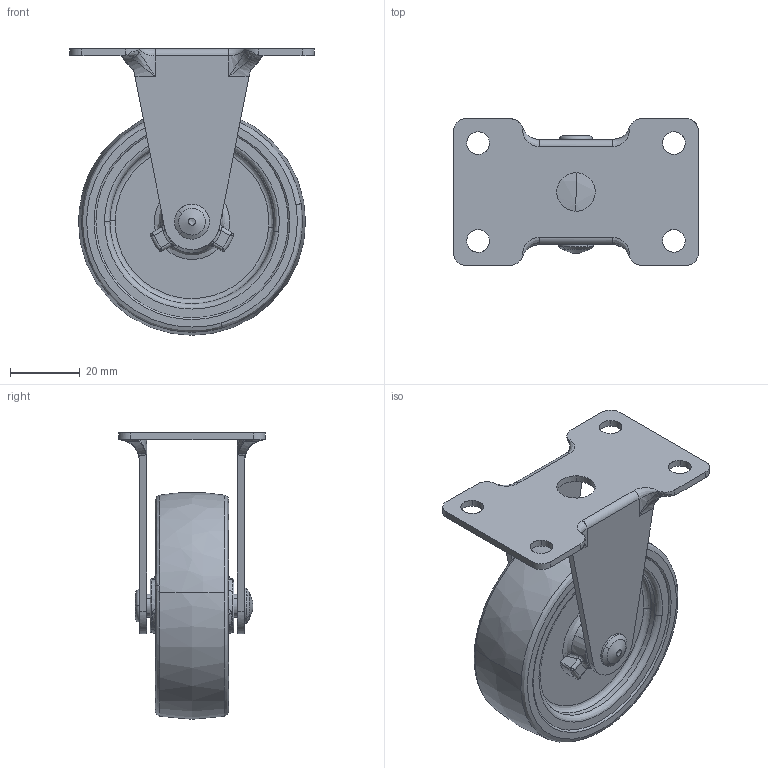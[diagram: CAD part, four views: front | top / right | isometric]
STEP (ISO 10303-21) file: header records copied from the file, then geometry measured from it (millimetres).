
FILE_DESCRIPTION((''),'2;1');
FILE_NAME('','2006-02-22T14:49:55',(''),(''),'','CADfix','');
FILE_SCHEMA(('AUTOMOTIVE_DESIGN'));
Length unit declared in the file: millimetre
Products named in the file (4): wheel; body; axle; 320ER_UR65_5423_36
Assembly tree (3 placements, depth 2):
  320ER_UR65_5423_36
    wheel
    body
    axle
Bounding box: 70 x 42 x 82 mm (x, y, z)
Volume: 63875.4 mm3; surface area: 24361.6 mm2
Topology: 3 solids, 3 shells, 245 faces, 766 edges, 507 vertices
Faces by surface type: bspline 245
Entity records: 14883 total; most frequent: CARTESIAN_POINT 10493, ORIENTED_EDGE 1472, EDGE_CURVE 736, B_SPLINE_CURVE_WITH_KNOTS 532, VERTEX_POINT 507, EDGE_LOOP 271, FACE_OUTER_BOUND 245, ADVANCED_FACE 245
